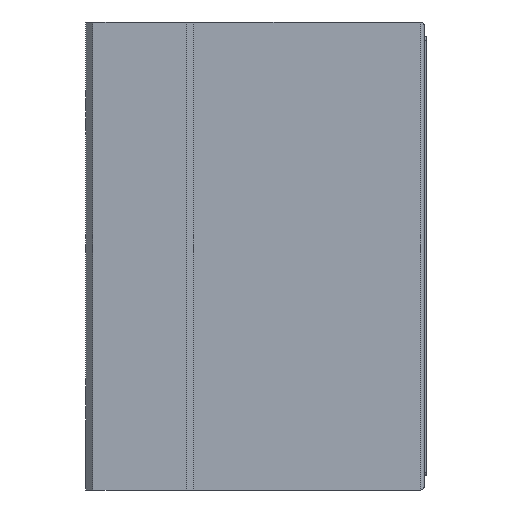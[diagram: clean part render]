
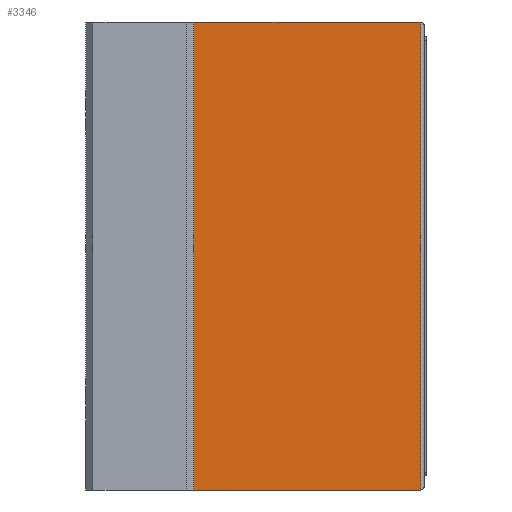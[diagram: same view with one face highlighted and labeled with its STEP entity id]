
A CAD part, left-side view. The second image highlights one B-rep face of the part: STEP entity #3346.
In plain terms, the highlighted planar face has unit normal (-1, 0, 0).
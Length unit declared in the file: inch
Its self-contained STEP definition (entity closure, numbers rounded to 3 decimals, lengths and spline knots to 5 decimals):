
#69 = LINE ( 'NONE', #471, #4128 ) ;
#89 = EDGE_CURVE ( 'NONE', #3388, #3710, #69, .T. ) ;
#319 = CARTESIAN_POINT ( 'NONE',  ( -1.14173, -0.76772, 2.55906 ) ) ;
#451 = CARTESIAN_POINT ( 'NONE',  ( -1.14173, 0.47244, 2.55906 ) ) ;
#471 = CARTESIAN_POINT ( 'NONE',  ( -1.14173, 0.47244, 0. ) ) ;
#751 = EDGE_CURVE ( 'NONE', #3961, #3710, #2427, .T. ) ;
#848 = CARTESIAN_POINT ( 'NONE',  ( -1.14173, 0.47244, 0. ) ) ;
#1031 = LINE ( 'NONE', #4326, #3958 ) ;
#1199 = PLANE ( 'NONE',  #4478 ) ;
#1287 = ORIENTED_EDGE ( 'NONE', *, *, #751, .F. ) ;
#1370 = CARTESIAN_POINT ( 'NONE',  ( -1.14173, -0.76772, 0. ) ) ;
#1550 = EDGE_LOOP ( 'NONE', ( #3576, #3623, #1287, #3315 ) ) ;
#1617 = CARTESIAN_POINT ( 'NONE',  ( -1.14173, -0.76772, 2.55906 ) ) ;
#1707 = DIRECTION ( 'NONE',  ( 0., 0., -1. ) ) ;
#1869 = DIRECTION ( 'NONE',  ( 0., 1., 0. ) ) ;
#2099 = VECTOR ( 'NONE', #5264, 39.37008 ) ;
#2353 = LINE ( 'NONE', #319, #2099 ) ;
#2427 = LINE ( 'NONE', #3264, #5064 ) ;
#2838 = DIRECTION ( 'NONE',  ( 0., 1., 0. ) ) ;
#3198 = DIRECTION ( 'NONE',  ( 0., -1., 0. ) ) ;
#3264 = CARTESIAN_POINT ( 'NONE',  ( -1.14173, 0.51181, 0. ) ) ;
#3315 = ORIENTED_EDGE ( 'NONE', *, *, #4404, .T. ) ;
#3346 = ADVANCED_FACE ( 'NONE', ( #4088 ), #1199, .T. ) ;
#3388 = VERTEX_POINT ( 'NONE', #451 ) ;
#3576 = ORIENTED_EDGE ( 'NONE', *, *, #4208, .T. ) ;
#3623 = ORIENTED_EDGE ( 'NONE', *, *, #89, .T. ) ;
#3710 = VERTEX_POINT ( 'NONE', #848 ) ;
#3958 = VECTOR ( 'NONE', #1869, 39.37008 ) ;
#3961 = VERTEX_POINT ( 'NONE', #1370 ) ;
#4001 = CARTESIAN_POINT ( 'NONE',  ( -1.14173, 0.51181, 2.55906 ) ) ;
#4088 = FACE_OUTER_BOUND ( 'NONE', #1550, .T. ) ;
#4128 = VECTOR ( 'NONE', #1707, 39.37008 ) ;
#4208 = EDGE_CURVE ( 'NONE', #5148, #3388, #1031, .T. ) ;
#4326 = CARTESIAN_POINT ( 'NONE',  ( -1.14173, 0.51181, 2.55906 ) ) ;
#4404 = EDGE_CURVE ( 'NONE', #3961, #5148, #2353, .T. ) ;
#4478 = AXIS2_PLACEMENT_3D ( 'NONE', #4001, #5213, #3198 ) ;
#5064 = VECTOR ( 'NONE', #2838, 39.37008 ) ;
#5148 = VERTEX_POINT ( 'NONE', #1617 ) ;
#5213 = DIRECTION ( 'NONE',  ( -1., 0., 0. ) ) ;
#5264 = DIRECTION ( 'NONE',  ( 0., 0., 1. ) ) ;
